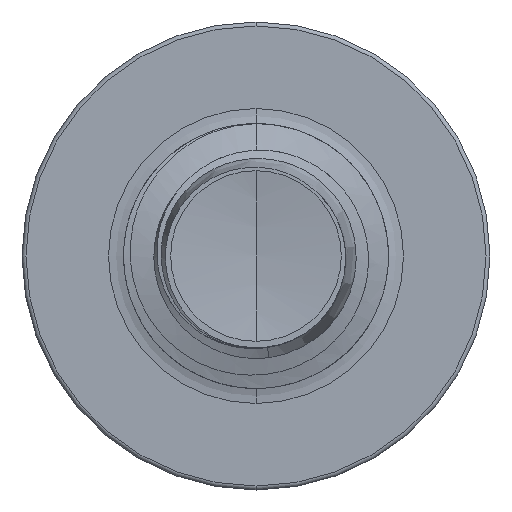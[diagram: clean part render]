
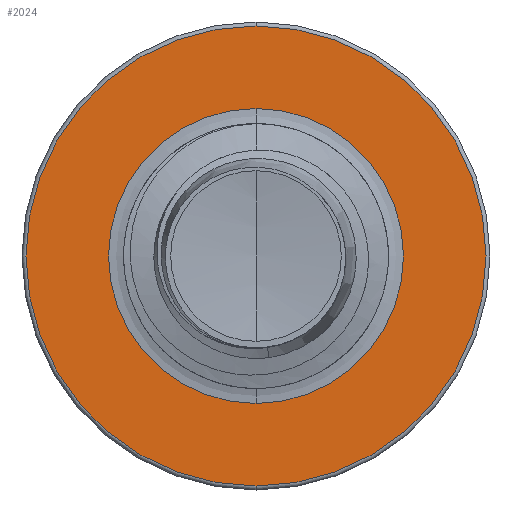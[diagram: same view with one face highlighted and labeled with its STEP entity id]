
A CAD part, front view. The second image highlights one B-rep face of the part: STEP entity #2024.
In plain terms, the highlighted planar face has unit normal (0, -1, 0).
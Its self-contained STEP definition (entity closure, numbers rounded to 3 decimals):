
#658 = CIRCLE ( 'NONE', #4702, 2.605 ) ;
#1748 = VERTEX_POINT ( 'NONE', #3579 ) ;
#2024 = ADVANCED_FACE ( 'NONE', ( #13985, #7404 ), #2693, .F. ) ;
#2441 = CARTESIAN_POINT ( 'NONE',  ( 0., 5., 0. ) ) ;
#2542 = DIRECTION ( 'NONE',  ( 0., 0., 1. ) ) ;
#2575 = DIRECTION ( 'NONE',  ( 0., 1., 0. ) ) ;
#2693 = PLANE ( 'NONE',  #10247 ) ;
#3579 = CARTESIAN_POINT ( 'NONE',  ( 0., 5., 2.605 ) ) ;
#4137 = AXIS2_PLACEMENT_3D ( 'NONE', #12276, #12274, #12255 ) ;
#4165 = DIRECTION ( 'NONE',  ( 0., 0., 1. ) ) ;
#4492 = CARTESIAN_POINT ( 'NONE',  ( 0., 5., -1.67 ) ) ;
#4702 = AXIS2_PLACEMENT_3D ( 'NONE', #2441, #12963, #4165 ) ;
#4710 = EDGE_LOOP ( 'NONE', ( #5546, #14491 ) ) ;
#4748 = VERTEX_POINT ( 'NONE', #12764 ) ;
#5332 = CIRCLE ( 'NONE', #6864, 2.605 ) ;
#5460 = EDGE_LOOP ( 'NONE', ( #7965, #13335 ) ) ;
#5546 = ORIENTED_EDGE ( 'NONE', *, *, #16131, .T. ) ;
#6456 = AXIS2_PLACEMENT_3D ( 'NONE', #14651, #7009, #15493 ) ;
#6630 = VERTEX_POINT ( 'NONE', #9342 ) ;
#6864 = AXIS2_PLACEMENT_3D ( 'NONE', #14846, #7355, #15650 ) ;
#7009 = DIRECTION ( 'NONE',  ( 0., 1., 0. ) ) ;
#7023 = CARTESIAN_POINT ( 'NONE',  ( 0., 5., -1.67 ) ) ;
#7355 = DIRECTION ( 'NONE',  ( 0., 1., 0. ) ) ;
#7404 = FACE_BOUND ( 'NONE', #4710, .T. ) ;
#7965 = ORIENTED_EDGE ( 'NONE', *, *, #15745, .F. ) ;
#9342 = CARTESIAN_POINT ( 'NONE',  ( 0., 5., -2.605 ) ) ;
#9707 = CIRCLE ( 'NONE', #6456, 1.67 ) ;
#9835 = EDGE_CURVE ( 'NONE', #11210, #4748, #12685, .T. ) ;
#10247 = AXIS2_PLACEMENT_3D ( 'NONE', #7023, #2575, #2542 ) ;
#11210 = VERTEX_POINT ( 'NONE', #4492 ) ;
#12255 = DIRECTION ( 'NONE',  ( 0., 0., 1. ) ) ;
#12274 = DIRECTION ( 'NONE',  ( 0., 1., 0. ) ) ;
#12276 = CARTESIAN_POINT ( 'NONE',  ( 0., 5., 0. ) ) ;
#12685 = CIRCLE ( 'NONE', #4137, 1.67 ) ;
#12764 = CARTESIAN_POINT ( 'NONE',  ( 0., 5., 1.67 ) ) ;
#12963 = DIRECTION ( 'NONE',  ( 0., 1., 0. ) ) ;
#13335 = ORIENTED_EDGE ( 'NONE', *, *, #15736, .F. ) ;
#13985 = FACE_OUTER_BOUND ( 'NONE', #5460, .T. ) ;
#14491 = ORIENTED_EDGE ( 'NONE', *, *, #9835, .T. ) ;
#14651 = CARTESIAN_POINT ( 'NONE',  ( 0., 5., 0. ) ) ;
#14846 = CARTESIAN_POINT ( 'NONE',  ( 0., 5., 0. ) ) ;
#15493 = DIRECTION ( 'NONE',  ( 0., 0., 1. ) ) ;
#15650 = DIRECTION ( 'NONE',  ( 0., 0., 1. ) ) ;
#15736 = EDGE_CURVE ( 'NONE', #6630, #1748, #658, .T. ) ;
#15745 = EDGE_CURVE ( 'NONE', #1748, #6630, #5332, .T. ) ;
#16131 = EDGE_CURVE ( 'NONE', #4748, #11210, #9707, .T. ) ;
